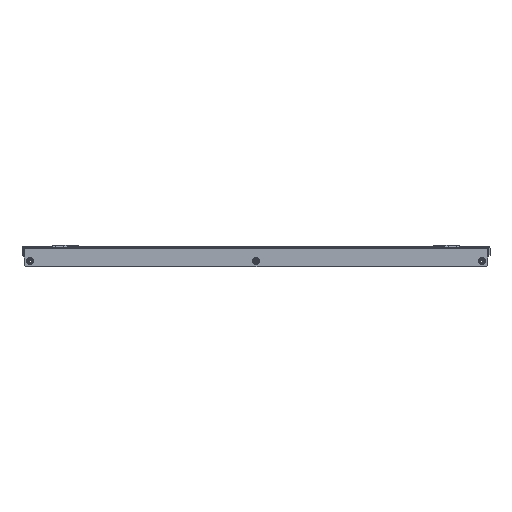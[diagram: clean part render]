
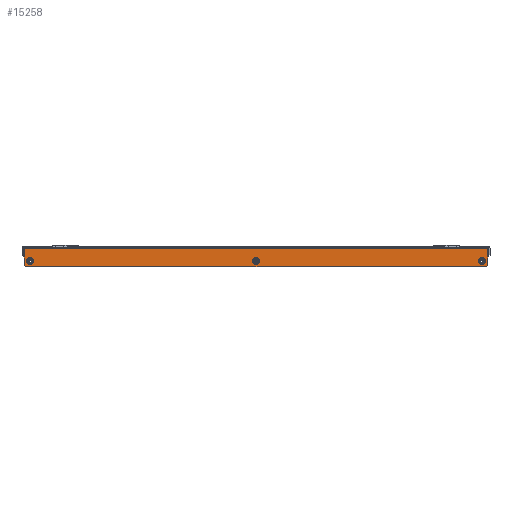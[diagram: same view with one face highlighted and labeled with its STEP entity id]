
A CAD part, left-side view. The second image highlights one B-rep face of the part: STEP entity #15258.
In plain terms, the highlighted planar face has unit normal (-1, 0, 0).
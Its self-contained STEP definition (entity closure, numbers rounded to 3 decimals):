
#112 = VERTEX_POINT ( 'NONE', #11981 ) ;
#534 = AXIS2_PLACEMENT_3D ( 'NONE', #17948, #1851, #12065 ) ;
#543 = CARTESIAN_POINT ( 'NONE',  ( -11.5, 461., -1.879 ) ) ;
#733 = CARTESIAN_POINT ( 'NONE',  ( -11.5, -7.299, -26.5 ) ) ;
#893 = CARTESIAN_POINT ( 'NONE',  ( -11.5, 458., -37.5 ) ) ;
#917 = CARTESIAN_POINT ( 'NONE',  ( -11.5, -461., 0. ) ) ;
#940 = CARTESIAN_POINT ( 'NONE',  ( -11.5, -461., -34.5 ) ) ;
#980 = EDGE_CURVE ( 'NONE', #16838, #10968, #7213, .T. ) ;
#1150 = DIRECTION ( 'NONE',  ( 0., -0.707, 0.707 ) ) ;
#1240 = DIRECTION ( 'NONE',  ( 0., 1., 0. ) ) ;
#1403 = VECTOR ( 'NONE', #14316, 1000. ) ;
#1851 = DIRECTION ( 'NONE',  ( -1., 0., 0. ) ) ;
#2043 = EDGE_CURVE ( 'NONE', #16645, #16231, #18183, .T. ) ;
#2188 = EDGE_CURVE ( 'NONE', #12239, #12321, #16805, .T. ) ;
#2264 = CARTESIAN_POINT ( 'NONE',  ( -11.5, 7.299, -26.5 ) ) ;
#2416 = AXIS2_PLACEMENT_3D ( 'NONE', #7788, #13579, #6432 ) ;
#3049 = EDGE_CURVE ( 'NONE', #16231, #16645, #10599, .T. ) ;
#3198 = LINE ( 'NONE', #7236, #15547 ) ;
#3252 = CARTESIAN_POINT ( 'NONE',  ( -11.5, -458., -37.5 ) ) ;
#3375 = FACE_OUTER_BOUND ( 'NONE', #17789, .T. ) ;
#3732 = CIRCLE ( 'NONE', #16629, 7.299 ) ;
#4306 = CARTESIAN_POINT ( 'NONE',  ( -11.5, -456.299, -26.5 ) ) ;
#4525 = VERTEX_POINT ( 'NONE', #543 ) ;
#4543 = EDGE_CURVE ( 'NONE', #4525, #14273, #8270, .T. ) ;
#4726 = ORIENTED_EDGE ( 'NONE', *, *, #2043, .F. ) ;
#4894 = ORIENTED_EDGE ( 'NONE', *, *, #980, .T. ) ;
#5110 = CIRCLE ( 'NONE', #14321, 7.299 ) ;
#5329 = CARTESIAN_POINT ( 'NONE',  ( -11.5, -461., -1.879 ) ) ;
#5747 = LINE ( 'NONE', #9486, #1403 ) ;
#5808 = VERTEX_POINT ( 'NONE', #6616 ) ;
#6127 = FACE_BOUND ( 'NONE', #12533, .T. ) ;
#6142 = AXIS2_PLACEMENT_3D ( 'NONE', #18743, #9992, #1240 ) ;
#6360 = FACE_BOUND ( 'NONE', #10761, .T. ) ;
#6373 = PLANE ( 'NONE',  #2416 ) ;
#6432 = DIRECTION ( 'NONE',  ( 0., 0., -1. ) ) ;
#6478 = LINE ( 'NONE', #8303, #8540 ) ;
#6514 = EDGE_CURVE ( 'NONE', #10447, #112, #14599, .T. ) ;
#6601 = CARTESIAN_POINT ( 'NONE',  ( -11.5, 0., -26.5 ) ) ;
#6616 = CARTESIAN_POINT ( 'NONE',  ( -11.5, 461., -34.5 ) ) ;
#7103 = CARTESIAN_POINT ( 'NONE',  ( -11.5, 449., -26.5 ) ) ;
#7163 = DIRECTION ( 'NONE',  ( 0., 0., -1. ) ) ;
#7213 = CIRCLE ( 'NONE', #6142, 7.299 ) ;
#7236 = CARTESIAN_POINT ( 'NONE',  ( -11.5, 461., 0. ) ) ;
#7788 = CARTESIAN_POINT ( 'NONE',  ( -11.5, -461., 0. ) ) ;
#7829 = CARTESIAN_POINT ( 'NONE',  ( -11.5, -441.701, -26.5 ) ) ;
#8075 = DIRECTION ( 'NONE',  ( 0., 1., 0. ) ) ;
#8270 = LINE ( 'NONE', #10680, #12600 ) ;
#8303 = CARTESIAN_POINT ( 'NONE',  ( -11.5, -461., -37.5 ) ) ;
#8431 = DIRECTION ( 'NONE',  ( 0., -1., 0. ) ) ;
#8540 = VECTOR ( 'NONE', #8431, 1000. ) ;
#8680 = LINE ( 'NONE', #917, #18738 ) ;
#8714 = ORIENTED_EDGE ( 'NONE', *, *, #12897, .T. ) ;
#9034 = DIRECTION ( 'NONE',  ( -1., 0., 0. ) ) ;
#9486 = CARTESIAN_POINT ( 'NONE',  ( -11.5, 458., -37.5 ) ) ;
#9644 = CARTESIAN_POINT ( 'NONE',  ( -11.5, -461., -34.5 ) ) ;
#9928 = VERTEX_POINT ( 'NONE', #893 ) ;
#9992 = DIRECTION ( 'NONE',  ( 1., 0., 0. ) ) ;
#10140 = EDGE_CURVE ( 'NONE', #9928, #12239, #6478, .T. ) ;
#10292 = ORIENTED_EDGE ( 'NONE', *, *, #3049, .F. ) ;
#10319 = CARTESIAN_POINT ( 'NONE',  ( -11.5, -449., -26.5 ) ) ;
#10447 = VERTEX_POINT ( 'NONE', #14734 ) ;
#10468 = ORIENTED_EDGE ( 'NONE', *, *, #10140, .T. ) ;
#10498 = DIRECTION ( 'NONE',  ( 0., -1., 0. ) ) ;
#10599 = CIRCLE ( 'NONE', #18174, 7.299 ) ;
#10680 = CARTESIAN_POINT ( 'NONE',  ( -11.5, -461., -1.879 ) ) ;
#10703 = FACE_BOUND ( 'NONE', #14981, .T. ) ;
#10739 = DIRECTION ( 'NONE',  ( 0., -1., 0. ) ) ;
#10761 = EDGE_LOOP ( 'NONE', ( #4894, #12339 ) ) ;
#10968 = VERTEX_POINT ( 'NONE', #733 ) ;
#11041 = EDGE_CURVE ( 'NONE', #10968, #16838, #5110, .T. ) ;
#11060 = DIRECTION ( 'NONE',  ( 1., 0., 0. ) ) ;
#11981 = CARTESIAN_POINT ( 'NONE',  ( -11.5, 456.299, -26.5 ) ) ;
#12065 = DIRECTION ( 'NONE',  ( 0., -1., 0. ) ) ;
#12239 = VERTEX_POINT ( 'NONE', #3252 ) ;
#12321 = VERTEX_POINT ( 'NONE', #940 ) ;
#12339 = ORIENTED_EDGE ( 'NONE', *, *, #11041, .T. ) ;
#12533 = EDGE_LOOP ( 'NONE', ( #14308, #13039 ) ) ;
#12600 = VECTOR ( 'NONE', #10739, 1000. ) ;
#12704 = ORIENTED_EDGE ( 'NONE', *, *, #2188, .T. ) ;
#12897 = EDGE_CURVE ( 'NONE', #5808, #9928, #5747, .T. ) ;
#13039 = ORIENTED_EDGE ( 'NONE', *, *, #6514, .T. ) ;
#13066 = EDGE_CURVE ( 'NONE', #4525, #5808, #3198, .T. ) ;
#13579 = DIRECTION ( 'NONE',  ( 1., 0., 0. ) ) ;
#13756 = ORIENTED_EDGE ( 'NONE', *, *, #4543, .F. ) ;
#13855 = DIRECTION ( 'NONE',  ( 1., 0., 0. ) ) ;
#13892 = AXIS2_PLACEMENT_3D ( 'NONE', #18406, #13855, #15330 ) ;
#14100 = ORIENTED_EDGE ( 'NONE', *, *, #14119, .T. ) ;
#14119 = EDGE_CURVE ( 'NONE', #12321, #14273, #8680, .T. ) ;
#14273 = VERTEX_POINT ( 'NONE', #5329 ) ;
#14308 = ORIENTED_EDGE ( 'NONE', *, *, #16989, .T. ) ;
#14314 = DIRECTION ( 'NONE',  ( 0., 1., 0. ) ) ;
#14316 = DIRECTION ( 'NONE',  ( 0., -0.707, -0.707 ) ) ;
#14321 = AXIS2_PLACEMENT_3D ( 'NONE', #6601, #11060, #8075 ) ;
#14599 = CIRCLE ( 'NONE', #13892, 7.299 ) ;
#14734 = CARTESIAN_POINT ( 'NONE',  ( -11.5, 441.701, -26.5 ) ) ;
#14981 = EDGE_LOOP ( 'NONE', ( #10292, #4726 ) ) ;
#15258 = ADVANCED_FACE ( 'NONE', ( #3375, #6127, #10703, #6360 ), #6373, .F. ) ;
#15330 = DIRECTION ( 'NONE',  ( 0., 1., 0. ) ) ;
#15399 = DIRECTION ( 'NONE',  ( 0., 0., 1. ) ) ;
#15547 = VECTOR ( 'NONE', #7163, 1000. ) ;
#15896 = DIRECTION ( 'NONE',  ( 1., 0., 0. ) ) ;
#16231 = VERTEX_POINT ( 'NONE', #4306 ) ;
#16343 = ORIENTED_EDGE ( 'NONE', *, *, #13066, .T. ) ;
#16629 = AXIS2_PLACEMENT_3D ( 'NONE', #7103, #15896, #14314 ) ;
#16645 = VERTEX_POINT ( 'NONE', #7829 ) ;
#16805 = LINE ( 'NONE', #9644, #18397 ) ;
#16838 = VERTEX_POINT ( 'NONE', #2264 ) ;
#16989 = EDGE_CURVE ( 'NONE', #112, #10447, #3732, .T. ) ;
#17789 = EDGE_LOOP ( 'NONE', ( #10468, #12704, #14100, #13756, #16343, #8714 ) ) ;
#17948 = CARTESIAN_POINT ( 'NONE',  ( -11.5, -449., -26.5 ) ) ;
#18174 = AXIS2_PLACEMENT_3D ( 'NONE', #10319, #9034, #10498 ) ;
#18183 = CIRCLE ( 'NONE', #534, 7.299 ) ;
#18397 = VECTOR ( 'NONE', #1150, 1000. ) ;
#18406 = CARTESIAN_POINT ( 'NONE',  ( -11.5, 449., -26.5 ) ) ;
#18738 = VECTOR ( 'NONE', #15399, 1000. ) ;
#18743 = CARTESIAN_POINT ( 'NONE',  ( -11.5, 0., -26.5 ) ) ;
